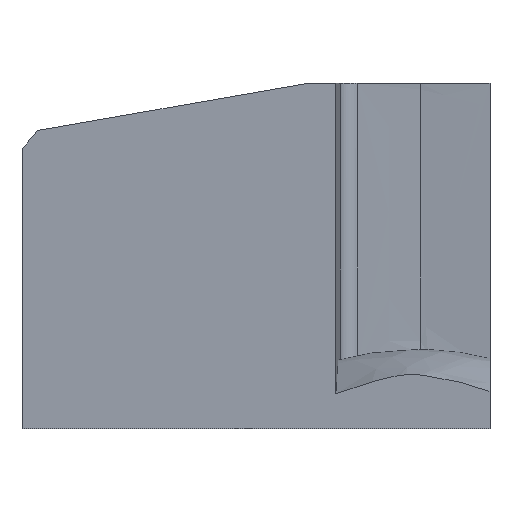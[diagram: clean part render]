
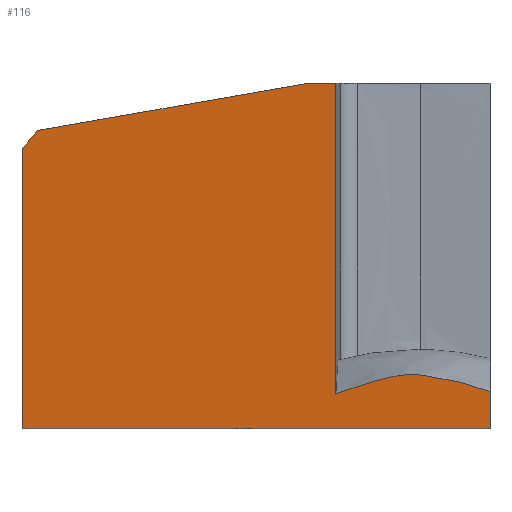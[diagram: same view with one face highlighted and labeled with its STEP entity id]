
A CAD part, left-side view. The second image highlights one B-rep face of the part: STEP entity #116.
In plain terms, the highlighted planar face has unit normal (-0.996, 0, -0.087).
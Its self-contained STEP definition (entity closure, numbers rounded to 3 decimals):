
#54=PLANE('',#390);
#55=LINE('',#2095,#79);
#58=LINE('',#2434,#82);
#67=LINE('',#2453,#91);
#69=LINE('',#2458,#93);
#72=LINE('',#2464,#96);
#74=LINE('',#2467,#98);
#76=LINE('',#2470,#100);
#79=VECTOR('',#399,1.);
#82=VECTOR('',#408,1.);
#91=VECTOR('',#419,1.);
#93=VECTOR('',#423,1.);
#96=VECTOR('',#428,1.);
#98=VECTOR('',#432,1.);
#100=VECTOR('',#436,1.);
#116=ADVANCED_FACE('',(#133),#54,.T.);
#133=FACE_OUTER_BOUND('',#147,.T.);
#147=EDGE_LOOP('',(#233,#234,#235,#236,#237,#238,#239,#240,#241));
#233=ORIENTED_EDGE('',*,*,#292,.F.);
#234=ORIENTED_EDGE('',*,*,#312,.F.);
#235=ORIENTED_EDGE('',*,*,#319,.T.);
#236=ORIENTED_EDGE('',*,*,#314,.F.);
#237=ORIENTED_EDGE('',*,*,#321,.T.);
#238=ORIENTED_EDGE('',*,*,#303,.F.);
#239=ORIENTED_EDGE('',*,*,#317,.T.);
#240=ORIENTED_EDGE('',*,*,#278,.T.);
#241=ORIENTED_EDGE('',*,*,#277,.T.);
#242=VERTEX_POINT('',#464);
#243=VERTEX_POINT('',#465);
#244=VERTEX_POINT('',#473);
#257=VERTEX_POINT('',#2096);
#264=VERTEX_POINT('',#2435);
#265=VERTEX_POINT('',#2436);
#272=VERTEX_POINT('',#2452);
#273=VERTEX_POINT('',#2456);
#275=VERTEX_POINT('',#2459);
#277=EDGE_CURVE('',#242,#243,#324,.T.);
#278=EDGE_CURVE('',#244,#242,#325,.T.);
#292=EDGE_CURVE('',#257,#243,#55,.T.);
#303=EDGE_CURVE('',#264,#265,#58,.T.);
#312=EDGE_CURVE('',#272,#257,#67,.T.);
#314=EDGE_CURVE('',#273,#275,#69,.T.);
#317=EDGE_CURVE('',#264,#244,#72,.T.);
#319=EDGE_CURVE('',#272,#275,#74,.T.);
#321=EDGE_CURVE('',#273,#265,#76,.T.);
#324=B_SPLINE_CURVE_WITH_KNOTS('',3,(#454,#455,#456,#457,#458,#459,#460,
#461,#462,#463),.UNSPECIFIED.,.F.,.F.,(4,1,1,2,2,4),(0.,0.25,
0.375,0.437,0.5,1.),.UNSPECIFIED.);
#325=B_SPLINE_CURVE_WITH_KNOTS('',3,(#466,#467,#468,#469,#470,#471,#472),
 .UNSPECIFIED.,.F.,.F.,(4,3,4),(0.,0.445,1.),.UNSPECIFIED.);
#390=AXIS2_PLACEMENT_3D('',#2476,#445,#446);
#399=DIRECTION('',(0.087,0.,-0.996));
#408=DIRECTION('',(0.,1.,0.));
#419=DIRECTION('',(0.,-1.,0.));
#423=DIRECTION('',(-0.067,-0.642,0.764));
#428=DIRECTION('',(-0.087,0.,0.996));
#432=DIRECTION('',(0.015,0.985,-0.172));
#436=DIRECTION('',(0.087,0.,-0.996));
#445=DIRECTION('',(-0.996,0.,-0.087));
#446=DIRECTION('',(0.087,0.,-0.996));
#454=CARTESIAN_POINT('',(-16.921,-20.6,2.181));
#455=CARTESIAN_POINT('',(-16.936,-19.964,2.349));
#456=CARTESIAN_POINT('',(-16.95,-19.117,2.513));
#457=CARTESIAN_POINT('',(-16.953,-18.314,2.549));
#458=CARTESIAN_POINT('',(-16.952,-18.01,2.531));
#459=CARTESIAN_POINT('',(-16.95,-17.816,2.512));
#460=CARTESIAN_POINT('',(-16.949,-17.756,2.505));
#461=CARTESIAN_POINT('',(-16.931,-16.666,2.294));
#462=CARTESIAN_POINT('',(-16.906,-15.705,2.01));
#463=CARTESIAN_POINT('',(-16.873,-14.753,1.629));
#464=CARTESIAN_POINT('',(-16.921,-20.6,2.181));
#465=CARTESIAN_POINT('',(-16.873,-14.753,1.629));
#466=CARTESIAN_POINT('',(-16.883,-22.,1.743));
#467=CARTESIAN_POINT('',(-16.889,-21.795,1.816));
#468=CARTESIAN_POINT('',(-16.895,-21.589,1.887));
#469=CARTESIAN_POINT('',(-16.901,-21.382,1.953));
#470=CARTESIAN_POINT('',(-16.908,-21.124,2.037));
#471=CARTESIAN_POINT('',(-16.915,-20.863,2.111));
#472=CARTESIAN_POINT('',(-16.921,-20.6,2.181));
#473=CARTESIAN_POINT('',(-16.883,-22.,1.743));
#2095=CARTESIAN_POINT('',(-18.15,-14.752,16.23));
#2096=CARTESIAN_POINT('',(-18.15,-14.752,16.23));
#2434=CARTESIAN_POINT('',(-16.73,-14.75,0.));
#2435=CARTESIAN_POINT('',(-16.73,-22.,0.));
#2436=CARTESIAN_POINT('',(-16.73,0.,0.));
#2452=CARTESIAN_POINT('',(-18.15,-13.413,16.23));
#2453=CARTESIAN_POINT('',(-18.15,0.,16.23));
#2456=CARTESIAN_POINT('',(-17.879,0.,13.135));
#2458=CARTESIAN_POINT('',(-17.875,0.038,13.09));
#2459=CARTESIAN_POINT('',(-17.956,-0.739,14.014));
#2464=CARTESIAN_POINT('',(-18.148,-22.,16.212));
#2467=CARTESIAN_POINT('',(-18.15,-13.396,16.227));
#2470=CARTESIAN_POINT('',(-17.938,0.,13.803));
#2476=CARTESIAN_POINT('',(-18.15,-17.706,16.23));
